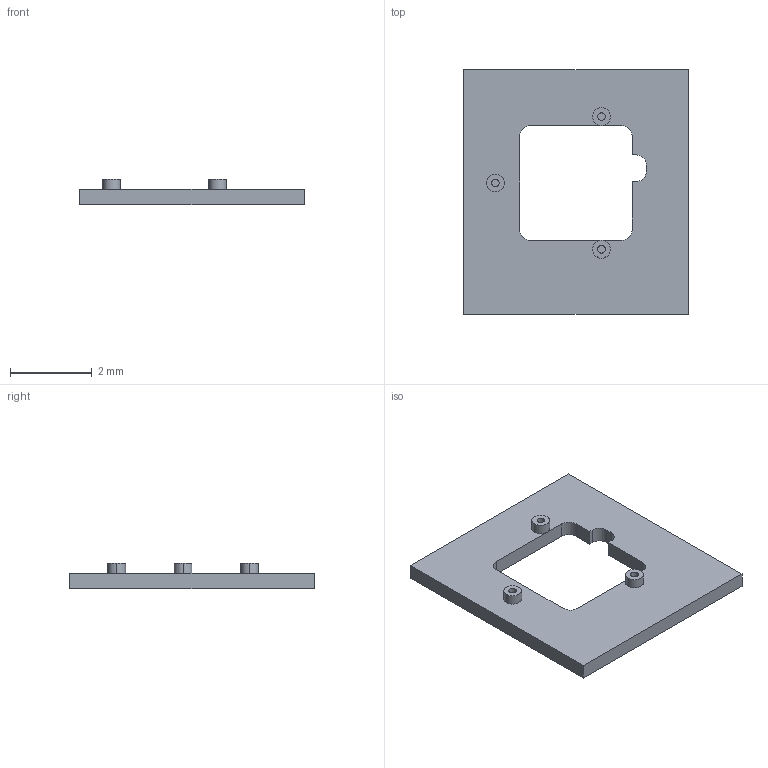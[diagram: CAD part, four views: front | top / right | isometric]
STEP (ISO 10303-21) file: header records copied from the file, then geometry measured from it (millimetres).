
FILE_DESCRIPTION(('produced by SPATIAL CORP'),'2;1');
FILE_NAME( 'tifixture.hh.sat.stp', '2002-04-19T11:16:49+00:00',('SPATIAL CORP'),('SPATIAL CORP'), 'ACIS STEP Husk','http://www.spatial.com','SPATIAL CORP');
FILE_SCHEMA(('CONFIG_CONTROL_DESIGN'));
Length unit declared in the file: millimetre
Products named in the file (1): PRODUCT_ID_1
Bounding box: 5.5 x 6 x 0.62 mm (x, y, z)
Volume: 9.5 mm3; surface area: 64.5 mm2
Topology: 1 solids, 1 shells, 38 faces, 90 edges, 60 vertices
Faces by surface type: plane 20, cylinder 18
Entity records: 1094 total; most frequent: ORIENTED_EDGE 180, CARTESIAN_POINT 167, DIRECTION 160, EDGE_CURVE 90, VERTEX_POINT 60, VECTOR 54, LINE 54, AXIS2_PLACEMENT_3D 53
